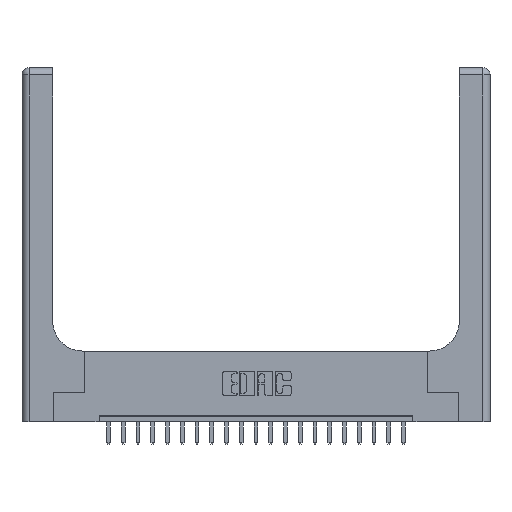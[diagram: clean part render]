
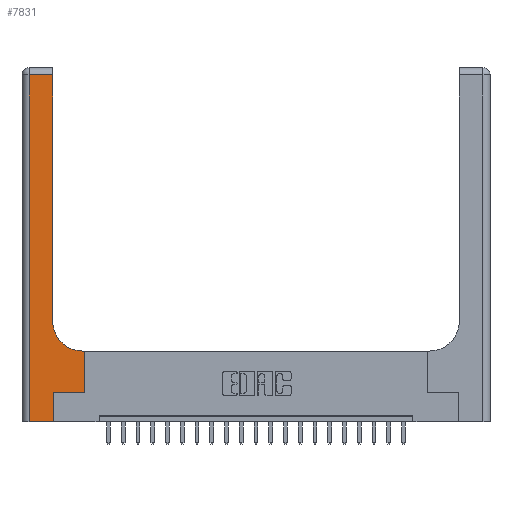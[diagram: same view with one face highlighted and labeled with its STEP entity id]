
A CAD part, top view. The second image highlights one B-rep face of the part: STEP entity #7831.
In plain terms, the highlighted planar face has unit normal (0, 0, 1).
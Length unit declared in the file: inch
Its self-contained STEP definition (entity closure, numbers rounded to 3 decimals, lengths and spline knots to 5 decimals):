
#252 = DIRECTION ( 'NONE',  ( -1., 0., 0. ) ) ;
#482 = ORIENTED_EDGE ( 'NONE', *, *, #21117, .T. ) ;
#617 = LINE ( 'NONE', #13187, #13398 ) ;
#1006 = VECTOR ( 'NONE', #19747, 39.37008 ) ;
#1456 = EDGE_CURVE ( 'NONE', #10567, #7936, #11803, .T. ) ;
#1524 = LINE ( 'NONE', #18353, #1006 ) ;
#1855 = DIRECTION ( 'NONE',  ( -1., 0., 0. ) ) ;
#1883 = ORIENTED_EDGE ( 'NONE', *, *, #8063, .T. ) ;
#2103 = LINE ( 'NONE', #8130, #10781 ) ;
#2805 = AXIS2_PLACEMENT_3D ( 'NONE', #20939, #6160, #11029 ) ;
#3193 = VECTOR ( 'NONE', #252, 39.37008 ) ;
#3208 = VERTEX_POINT ( 'NONE', #6693 ) ;
#3219 = CARTESIAN_POINT ( 'NONE',  ( 0.06, 0., 0.37 ) ) ;
#3229 = CARTESIAN_POINT ( 'NONE',  ( 0.26, 0.85, 0.37 ) ) ;
#3836 = EDGE_CURVE ( 'NONE', #4948, #9693, #1524, .T. ) ;
#4893 = FACE_OUTER_BOUND ( 'NONE', #13199, .T. ) ;
#4948 = VERTEX_POINT ( 'NONE', #19117 ) ;
#5092 = ORIENTED_EDGE ( 'NONE', *, *, #1456, .T. ) ;
#5216 = EDGE_CURVE ( 'NONE', #13405, #5807, #13424, .T. ) ;
#5297 = CARTESIAN_POINT ( 'NONE',  ( 0., 2.94, 0.37 ) ) ;
#5646 = VERTEX_POINT ( 'NONE', #13260 ) ;
#5773 = ORIENTED_EDGE ( 'NONE', *, *, #18559, .T. ) ;
#5807 = VERTEX_POINT ( 'NONE', #13470 ) ;
#6160 = DIRECTION ( 'NONE',  ( 0., 0., -1. ) ) ;
#6321 = LINE ( 'NONE', #15025, #12217 ) ;
#6693 = CARTESIAN_POINT ( 'NONE',  ( 0.26, 2.94, 0.37 ) ) ;
#7535 = LINE ( 'NONE', #5297, #3193 ) ;
#7831 = ADVANCED_FACE ( 'NONE', ( #4893 ), #9511, .F. ) ;
#7936 = VERTEX_POINT ( 'NONE', #3229 ) ;
#8063 = EDGE_CURVE ( 'NONE', #9693, #5646, #8207, .T. ) ;
#8130 = CARTESIAN_POINT ( 'NONE',  ( 0.26, 3., 0.37 ) ) ;
#8207 = LINE ( 'NONE', #11870, #14373 ) ;
#8828 = DIRECTION ( 'NONE',  ( 0., 0., -1. ) ) ;
#9010 = CARTESIAN_POINT ( 'NONE',  ( 0.265, 0.25, 0.37 ) ) ;
#9511 = PLANE ( 'NONE',  #2805 ) ;
#9617 = DIRECTION ( 'NONE',  ( 1., 0., 0. ) ) ;
#9693 = VERTEX_POINT ( 'NONE', #3219 ) ;
#10189 = ORIENTED_EDGE ( 'NONE', *, *, #15036, .T. ) ;
#10567 = VERTEX_POINT ( 'NONE', #20672 ) ;
#10733 = CARTESIAN_POINT ( 'NONE',  ( 0.528, 0.25, 0.37 ) ) ;
#10781 = VECTOR ( 'NONE', #19570, 39.37008 ) ;
#10870 = VECTOR ( 'NONE', #12140, 39.37008 ) ;
#11027 = ORIENTED_EDGE ( 'NONE', *, *, #3836, .T. ) ;
#11029 = DIRECTION ( 'NONE',  ( -1., 0., 0. ) ) ;
#11505 = CARTESIAN_POINT ( 'NONE',  ( 0.265, 0.25, 0.37 ) ) ;
#11803 = CIRCLE ( 'NONE', #16842, 0.25 ) ;
#11870 = CARTESIAN_POINT ( 'NONE',  ( 0., 0., 0.37 ) ) ;
#11952 = ORIENTED_EDGE ( 'NONE', *, *, #5216, .T. ) ;
#12140 = DIRECTION ( 'NONE',  ( 0., 1., 0. ) ) ;
#12217 = VECTOR ( 'NONE', #16691, 39.37008 ) ;
#12488 = EDGE_CURVE ( 'NONE', #5646, #15102, #6321, .T. ) ;
#13108 = CARTESIAN_POINT ( 'NONE',  ( 0.51, 0.85, 0.37 ) ) ;
#13187 = CARTESIAN_POINT ( 'NONE',  ( 0.26, 0.6, 0.37 ) ) ;
#13199 = EDGE_LOOP ( 'NONE', ( #16132, #10189, #11027, #1883, #17161, #5773, #11952, #482, #5092 ) ) ;
#13260 = CARTESIAN_POINT ( 'NONE',  ( 0.265, 0., 0.37 ) ) ;
#13398 = VECTOR ( 'NONE', #1855, 39.37008 ) ;
#13405 = VERTEX_POINT ( 'NONE', #10733 ) ;
#13424 = LINE ( 'NONE', #20144, #10870 ) ;
#13434 = DIRECTION ( 'NONE',  ( 1., 0., 0. ) ) ;
#13470 = CARTESIAN_POINT ( 'NONE',  ( 0.528, 0.6, 0.37 ) ) ;
#14373 = VECTOR ( 'NONE', #13434, 39.37008 ) ;
#15025 = CARTESIAN_POINT ( 'NONE',  ( 0.265, 0., 0.37 ) ) ;
#15036 = EDGE_CURVE ( 'NONE', #3208, #4948, #7535, .T. ) ;
#15102 = VERTEX_POINT ( 'NONE', #9010 ) ;
#15276 = VECTOR ( 'NONE', #17966, 39.37008 ) ;
#16132 = ORIENTED_EDGE ( 'NONE', *, *, #16845, .T. ) ;
#16691 = DIRECTION ( 'NONE',  ( 0., 1., 0. ) ) ;
#16834 = LINE ( 'NONE', #11505, #15276 ) ;
#16842 = AXIS2_PLACEMENT_3D ( 'NONE', #13108, #8828, #9617 ) ;
#16845 = EDGE_CURVE ( 'NONE', #7936, #3208, #2103, .T. ) ;
#17161 = ORIENTED_EDGE ( 'NONE', *, *, #12488, .T. ) ;
#17966 = DIRECTION ( 'NONE',  ( 1., 0., 0. ) ) ;
#18353 = CARTESIAN_POINT ( 'NONE',  ( 0.06, 3., 0.37 ) ) ;
#18559 = EDGE_CURVE ( 'NONE', #15102, #13405, #16834, .T. ) ;
#19117 = CARTESIAN_POINT ( 'NONE',  ( 0.06, 2.94, 0.37 ) ) ;
#19570 = DIRECTION ( 'NONE',  ( 0., 1., 0. ) ) ;
#19747 = DIRECTION ( 'NONE',  ( 0., -1., 0. ) ) ;
#20144 = CARTESIAN_POINT ( 'NONE',  ( 0.528, 0.25, 0.37 ) ) ;
#20672 = CARTESIAN_POINT ( 'NONE',  ( 0.51, 0.6, 0.37 ) ) ;
#20939 = CARTESIAN_POINT ( 'NONE',  ( 0., 3., 0.37 ) ) ;
#21117 = EDGE_CURVE ( 'NONE', #5807, #10567, #617, .T. ) ;
